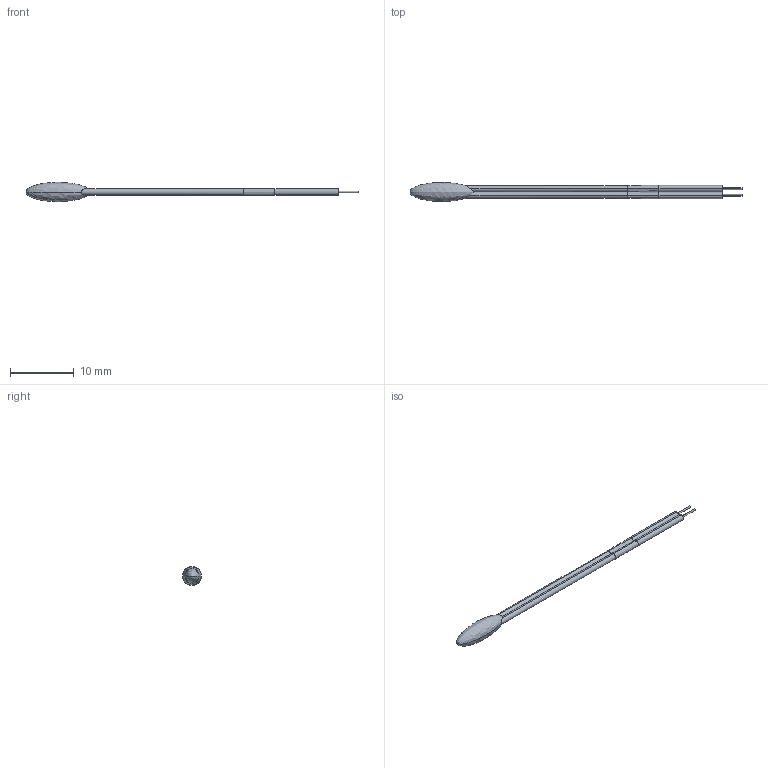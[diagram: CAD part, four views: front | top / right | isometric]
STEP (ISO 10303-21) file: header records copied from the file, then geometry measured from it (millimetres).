
FILE_DESCRIPTION (( 'STEP AP214' ), '1' );
FILE_NAME ('NTCLE413E2 STEP214.STEP', '2019-02-18T12:27:38', ( '' ), ( '' ), 'SwSTEP 2.0', 'SolidWorks 2019', '' );
FILE_SCHEMA (( 'AUTOMOTIVE_DESIGN' ));
Length unit declared in the file: millimetre
Products named in the file (1): NTCLE413E2 STEP214
Bounding box: 52 x 2.99 x 3 mm (x, y, z)
Volume: 109.5 mm3; surface area: 330 mm2
Topology: 1 solids, 1 shells, 22 faces, 52 edges, 30 vertices
Faces by surface type: cylinder 12, bspline 6, plane 4
Entity records: 1368 total; most frequent: CARTESIAN_POINT 847, ORIENTED_EDGE 96, DIRECTION 86, EDGE_CURVE 48, AXIS2_PLACEMENT_3D 37, VERTEX_POINT 30, EDGE_LOOP 24, ADVANCED_FACE 22
